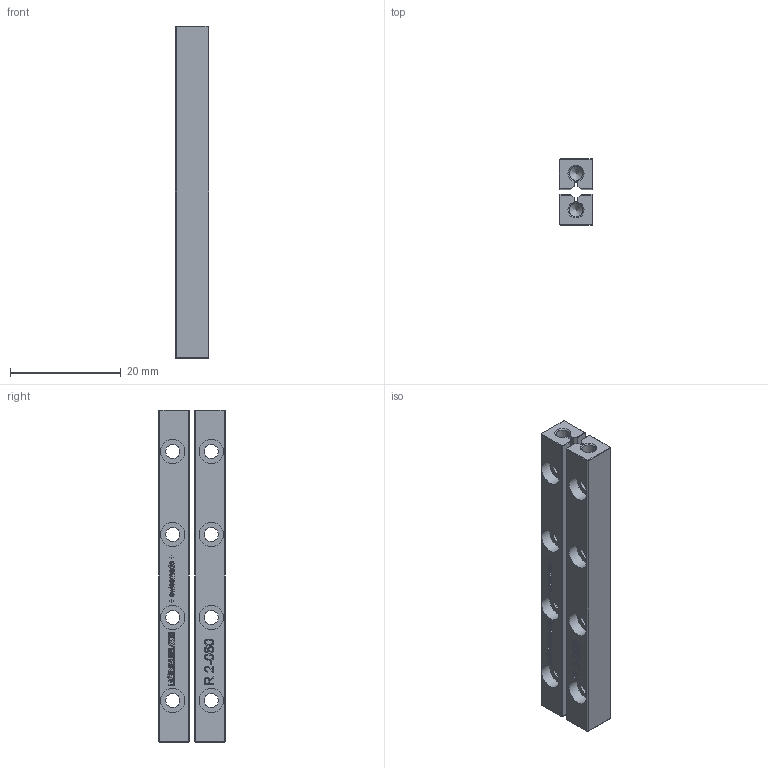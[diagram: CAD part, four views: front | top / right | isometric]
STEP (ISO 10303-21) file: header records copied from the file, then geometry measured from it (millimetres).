
FILE_DESCRIPTION(('FreeCAD Model'),'2;1');
FILE_NAME('R 2-060.step', '2020-08-05T13:13:22',('Author'),(''), 'Open CASCADE STEP processor 6.8','FreeCAD','Unknown');
FILE_SCHEMA(('AUTOMOTIVE_DESIGN_CC2 { 1 2 10303 214 -1 1 5 4 }'));
Length unit declared in the file: millimetre
Products named in the file (2): ASSEMBLY; Schienenpaar
Assembly tree (1 placements, depth 2):
  ASSEMBLY
    Schienenpaar
Bounding box: 6 x 12 x 60 mm (x, y, z)
Volume: 3326.1 mm3; surface area: 3577.7 mm2
Topology: 2 solids, 2 shells, 681 faces, 1830 edges, 1200 vertices
Faces by surface type: extrusion 432, plane 211, cylinder 22, cone 16
Full cylindrical faces by diameter (mm): 2.5 x4, 2.55 x8, 4.4 x8
Entity records: 45297 total; most frequent: CARTESIAN_POINT 11586, DIRECTION 4700, VECTOR 4054, ORIENTED_EDGE 3652, PCURVE 3652, DEFINITIONAL_REPRESENTATION 3652, LINE 3622, B_SPLINE_CURVE_WITH_KNOTS 2192
